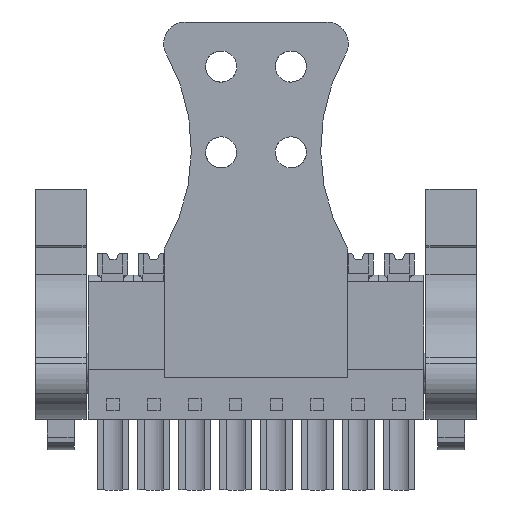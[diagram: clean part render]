
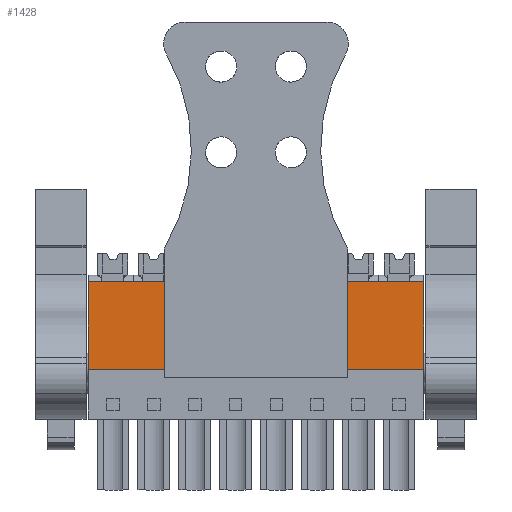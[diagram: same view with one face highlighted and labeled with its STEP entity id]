
A CAD part, front view. The second image highlights one B-rep face of the part: STEP entity #1428.
In plain terms, the highlighted planar face has unit normal (0, -1, 0).
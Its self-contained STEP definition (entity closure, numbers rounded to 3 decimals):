
#1408=AXIS2_PLACEMENT_3D('Plane Axis2P3D',#1405,#1406,#1407) ;
#77=CARTESIAN_POINT('Vertex',(4.9,2.029,11.25)) ;
#80=CARTESIAN_POINT('Line Origine',(4.9,2.029,15.325)) ;
#84=CARTESIAN_POINT('Vertex',(4.9,2.029,19.4)) ;
#1390=CARTESIAN_POINT('Vertex',(36.17,2.029,11.25)) ;
#1393=CARTESIAN_POINT('Line Origine',(20.535,2.029,11.25)) ;
#1405=CARTESIAN_POINT('Axis2P3D Location',(4.8,2.029,19.4)) ;
#1410=CARTESIAN_POINT('Line Origine',(36.17,2.029,15.325)) ;
#1414=CARTESIAN_POINT('Vertex',(36.17,2.029,19.4)) ;
#1417=CARTESIAN_POINT('Line Origine',(20.535,2.029,19.4)) ;
#81=DIRECTION('Vector Direction',(0.,0.,1.)) ;
#1394=DIRECTION('Vector Direction',(1.,0.,0.)) ;
#1406=DIRECTION('Axis2P3D Direction',(0.,-1.,0.)) ;
#1407=DIRECTION('Axis2P3D XDirection',(0.,0.,-1.)) ;
#1411=DIRECTION('Vector Direction',(0.,0.,-1.)) ;
#1418=DIRECTION('Vector Direction',(1.,0.,0.)) ;
#82=VECTOR('Line Direction',#81,1.) ;
#1395=VECTOR('Line Direction',#1394,1.) ;
#1412=VECTOR('Line Direction',#1411,1.) ;
#1419=VECTOR('Line Direction',#1418,1.) ;
#1423=ORIENTED_EDGE('',*,*,#1397,.T.) ;
#1424=ORIENTED_EDGE('',*,*,#1416,.F.) ;
#1425=ORIENTED_EDGE('',*,*,#1421,.F.) ;
#1426=ORIENTED_EDGE('',*,*,#86,.F.) ;
#1428=ADVANCED_FACE('HOUSING',(#1427),#1409,.T.) ;
#86=EDGE_CURVE('',#78,#85,#83,.T.) ;
#1397=EDGE_CURVE('',#78,#1391,#1396,.T.) ;
#1416=EDGE_CURVE('',#1415,#1391,#1413,.T.) ;
#1421=EDGE_CURVE('',#85,#1415,#1420,.T.) ;
#1422=EDGE_LOOP('',(#1423,#1424,#1425,#1426)) ;
#1427=FACE_OUTER_BOUND('',#1422,.T.) ;
#83=LINE('Line',#80,#82) ;
#1396=LINE('Line',#1393,#1395) ;
#1413=LINE('Line',#1410,#1412) ;
#1420=LINE('Line',#1417,#1419) ;
#1409=PLANE('',#1408) ;
#78=VERTEX_POINT('',#77) ;
#85=VERTEX_POINT('',#84) ;
#1391=VERTEX_POINT('',#1390) ;
#1415=VERTEX_POINT('',#1414) ;
